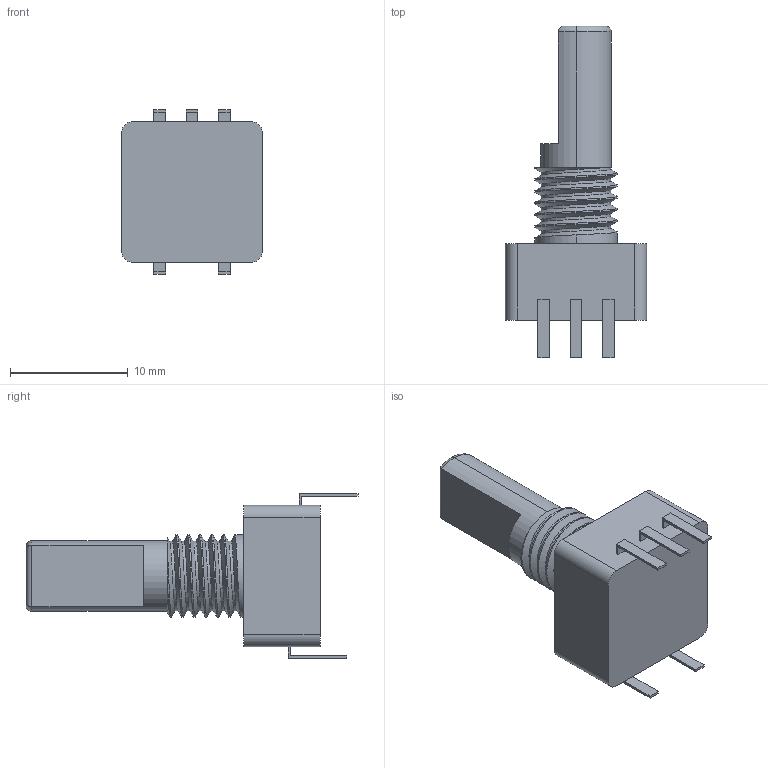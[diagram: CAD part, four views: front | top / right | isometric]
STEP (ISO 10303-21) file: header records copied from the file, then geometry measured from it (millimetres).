
FILE_DESCRIPTION (( 'STEP AP214' ), '1' );
FILE_NAME ('Rotary-Encoder.STEP', '2019-10-13T11:50:30', ( '' ), ( '' ), 'SwSTEP 2.0', 'SolidWorks 2018', '' );
FILE_SCHEMA (( 'AUTOMOTIVE_DESIGN' ));
Length unit declared in the file: millimetre
Products named in the file (4): Rotary-Encoder; Rotary-Encoder Pin; Rotary-Encoder Base; Rotary-Encoder knop
Assembly tree (7 placements, depth 2):
  Rotary-Encoder
    Rotary-Encoder Base
    Rotary-Encoder Pin  x5
    Rotary-Encoder knop
Bounding box: 12 x 28.22 x 14 mm (x, y, z)
Volume: 1431.4 mm3; surface area: 1129.1 mm2
Topology: 7 solids, 7 shells, 79 faces, 186 edges, 122 vertices
Faces by surface type: plane 52, cylinder 21, bspline 3, torus 3
Entity records: 2992 total; most frequent: CARTESIAN_POINT 1662, ORIENTED_EDGE 228, DIRECTION 212, EDGE_CURVE 114, AXIS2_PLACEMENT_3D 77, VERTEX_POINT 74, VECTOR 58, LINE 58
